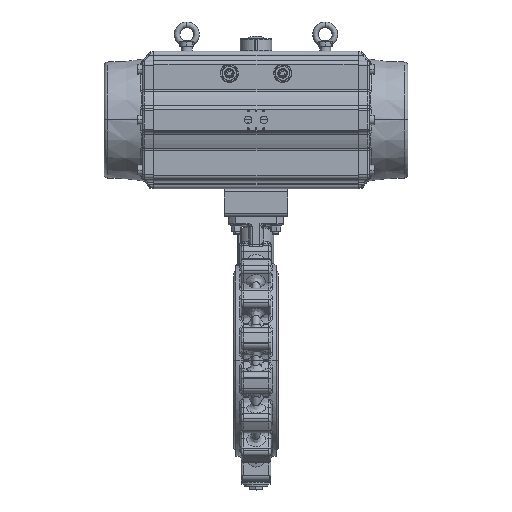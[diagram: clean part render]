
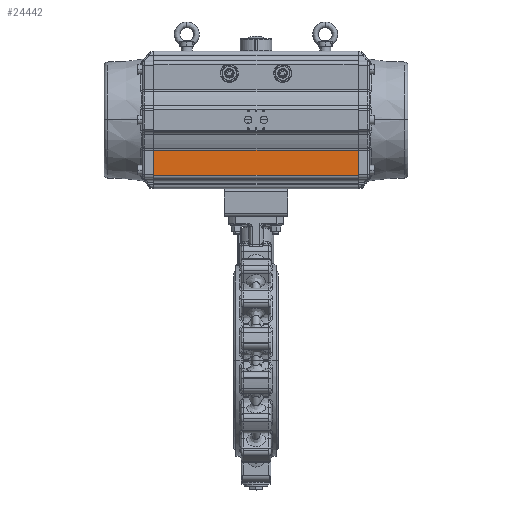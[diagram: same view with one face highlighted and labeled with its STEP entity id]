
A CAD part, top view. The second image highlights one B-rep face of the part: STEP entity #24442.
In plain terms, the highlighted planar face has unit normal (0, 0, -1).
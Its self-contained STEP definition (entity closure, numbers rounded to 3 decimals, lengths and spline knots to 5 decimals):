
#975 = ORIENTED_EDGE ( 'NONE', *, *, #127438, .T. ) ;
#2547 = ORIENTED_EDGE ( 'NONE', *, *, #110988, .T. ) ;
#3159 = VECTOR ( 'NONE', #20515, 1. ) ;
#17759 = VERTEX_POINT ( 'NONE', #109324 ) ;
#18076 = FACE_OUTER_BOUND ( 'NONE', #97782, .T. ) ;
#20275 = ORIENTED_EDGE ( 'NONE', *, *, #86128, .T. ) ;
#20515 = DIRECTION ( 'NONE',  ( -1., 0., 0. ) ) ;
#24442 = ADVANCED_FACE ( 'NONE', ( #18076 ), #78196, .T. ) ;
#25758 = EDGE_CURVE ( 'NONE', #125702, #70112, #113204, .T. ) ;
#25775 = DIRECTION ( 'NONE',  ( 1., 0., 0. ) ) ;
#30736 = DIRECTION ( 'NONE',  ( -1., 0., 0. ) ) ;
#41853 = CARTESIAN_POINT ( 'NONE',  ( 0.42818, 0.64464, -0.05003 ) ) ;
#43342 = VECTOR ( 'NONE', #92943, 1. ) ;
#53111 = CARTESIAN_POINT ( 'NONE',  ( 0.94518, 0.64464, -0.05003 ) ) ;
#56909 = CARTESIAN_POINT ( 'NONE',  ( 0.42818, 0.5791, -0.05003 ) ) ;
#57365 = LINE ( 'NONE', #106347, #43342 ) ;
#65762 = DIRECTION ( 'NONE',  ( 0., -1., 0. ) ) ;
#70112 = VERTEX_POINT ( 'NONE', #74097 ) ;
#74097 = CARTESIAN_POINT ( 'NONE',  ( 0.94518, 0.5791, -0.05003 ) ) ;
#78196 = PLANE ( 'NONE',  #80861 ) ;
#80861 = AXIS2_PLACEMENT_3D ( 'NONE', #41853, #139108, #30736 ) ;
#86050 = VECTOR ( 'NONE', #65762, 1. ) ;
#86128 = EDGE_CURVE ( 'NONE', #137009, #17759, #57365, .T. ) ;
#92943 = DIRECTION ( 'NONE',  ( 0., 1., 0. ) ) ;
#97782 = EDGE_LOOP ( 'NONE', ( #20275, #975, #154785, #2547 ) ) ;
#98510 = CARTESIAN_POINT ( 'NONE',  ( 0.42818, 0.64226, -0.05003 ) ) ;
#102910 = CARTESIAN_POINT ( 'NONE',  ( 0.94518, 0.64226, -0.05003 ) ) ;
#106347 = CARTESIAN_POINT ( 'NONE',  ( 0.42818, 0.64464, -0.05003 ) ) ;
#108117 = VECTOR ( 'NONE', #25775, 1. ) ;
#109324 = CARTESIAN_POINT ( 'NONE',  ( 0.42818, 0.64226, -0.05003 ) ) ;
#109617 = LINE ( 'NONE', #98510, #108117 ) ;
#110988 = EDGE_CURVE ( 'NONE', #70112, #137009, #128890, .T. ) ;
#113204 = LINE ( 'NONE', #53111, #86050 ) ;
#125702 = VERTEX_POINT ( 'NONE', #102910 ) ;
#127438 = EDGE_CURVE ( 'NONE', #17759, #125702, #109617, .T. ) ;
#128890 = LINE ( 'NONE', #56909, #3159 ) ;
#137009 = VERTEX_POINT ( 'NONE', #149366 ) ;
#139108 = DIRECTION ( 'NONE',  ( 0., 0., -1. ) ) ;
#149366 = CARTESIAN_POINT ( 'NONE',  ( 0.42818, 0.5791, -0.05003 ) ) ;
#154785 = ORIENTED_EDGE ( 'NONE', *, *, #25758, .T. ) ;
